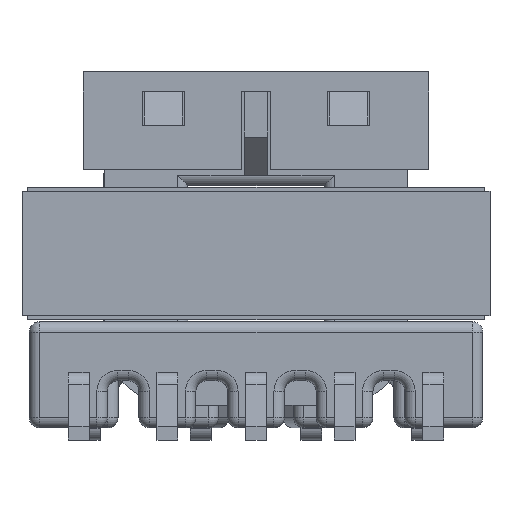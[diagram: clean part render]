
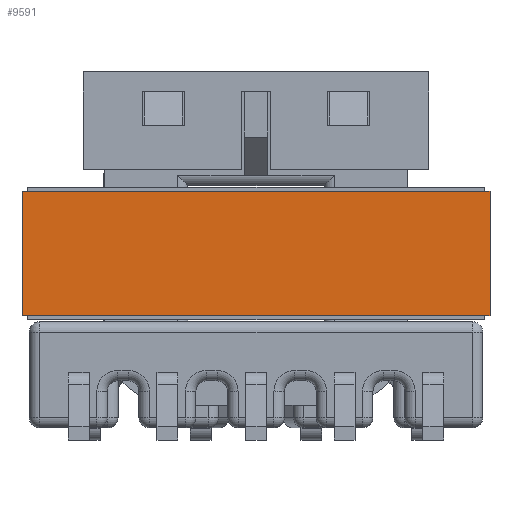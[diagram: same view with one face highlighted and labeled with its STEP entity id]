
A CAD part, left-side view. The second image highlights one B-rep face of the part: STEP entity #9591.
In plain terms, the highlighted planar face has unit normal (-1, 0, 0).
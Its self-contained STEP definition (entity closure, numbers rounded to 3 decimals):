
#1213=ORIENTED_EDGE('',*,*,#3995,.F.);
#1214=ORIENTED_EDGE('',*,*,#4002,.F.);
#1215=ORIENTED_EDGE('',*,*,#3999,.T.);
#1216=ORIENTED_EDGE('',*,*,#4003,.T.);
#3995=EDGE_CURVE('',#5415,#5416,#6324,.T.);
#3999=EDGE_CURVE('',#5420,#5419,#6328,.T.);
#4002=EDGE_CURVE('',#5420,#5415,#6331,.T.);
#4003=EDGE_CURVE('',#5419,#5416,#6332,.T.);
#5415=VERTEX_POINT('',#17963);
#5416=VERTEX_POINT('',#17965);
#5419=VERTEX_POINT('',#17972);
#5420=VERTEX_POINT('',#17974);
#6324=LINE('',#17964,#7239);
#6328=LINE('',#17973,#7243);
#6331=LINE('',#17978,#7246);
#6332=LINE('',#17980,#7247);
#7239=VECTOR('',#15092,1000.);
#7243=VECTOR('',#15098,1000.);
#7246=VECTOR('',#15103,1000.);
#7247=VECTOR('',#15106,1000.);
#8083=EDGE_LOOP('',(#1213,#1214,#1215,#1216));
#8706=FACE_BOUND('',#8083,.T.);
#9313=PLANE('',#13936);
#9591=ADVANCED_FACE('',(#8706),#9313,.T.);
#13936=AXIS2_PLACEMENT_3D('',#17979,#15104,#15105);
#15092=DIRECTION('',(0.,0.,1.));
#15098=DIRECTION('',(0.,0.,1.));
#15103=DIRECTION('',(0.,1.,0.));
#15104=DIRECTION('',(-1.,0.,0.));
#15105=DIRECTION('',(0.,0.,1.));
#15106=DIRECTION('',(0.,1.,0.));
#17963=CARTESIAN_POINT('',(-25.186,12.757,-5.431));
#17964=CARTESIAN_POINT('',(-25.186,12.757,7.989));
#17965=CARTESIAN_POINT('',(-25.186,12.757,7.989));
#17972=CARTESIAN_POINT('',(-25.186,9.197,7.989));
#17973=CARTESIAN_POINT('',(-25.186,9.197,7.989));
#17974=CARTESIAN_POINT('',(-25.186,9.197,-5.431));
#17978=CARTESIAN_POINT('',(-25.186,9.197,-5.431));
#17979=CARTESIAN_POINT('',(-25.186,9.197,7.989));
#17980=CARTESIAN_POINT('',(-25.186,9.197,7.989));
